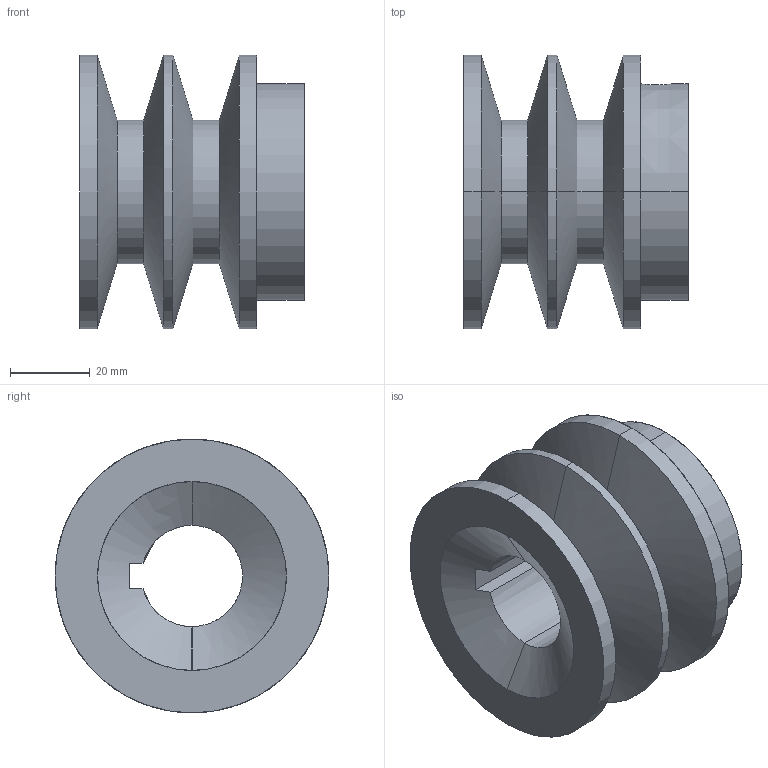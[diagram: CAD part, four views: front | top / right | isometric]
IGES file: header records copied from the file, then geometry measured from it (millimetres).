
Start section: SolidWorks IGES file using analytic representation for surfaces
Global section: file name: 2B2BK270725526208502.igs; native system: SolidWorks 2017; preprocessor: SolidWorks 2017; author: partstream; date: 170725.052628; units: inch
Bounding box: 56.39 x 68.83 x 68.83 mm (x, y, z)
Surface area: 28362.2 mm2 (no closed solid volume)
Topology: 0 solids, 0 shells, 74 faces, 820 edges, 820 vertices
Faces by surface type: bspline 47, revolution 27
